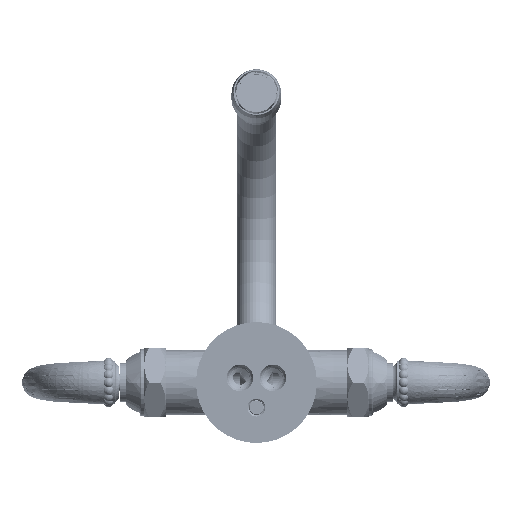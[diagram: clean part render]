
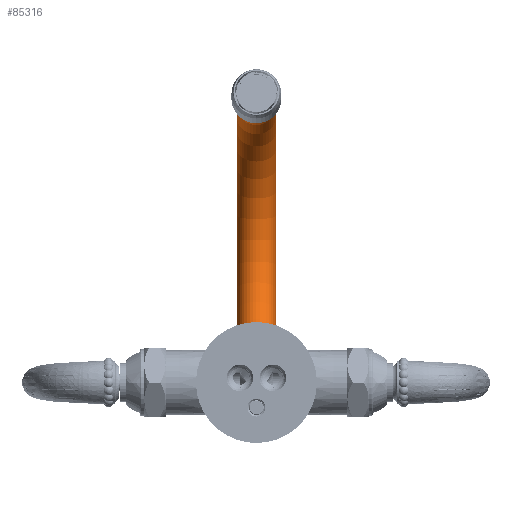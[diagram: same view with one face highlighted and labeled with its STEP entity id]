
A CAD part, front view. The second image highlights one B-rep face of the part: STEP entity #85316.
In plain terms, the highlighted toroidal (fillet/blend) face has major radius 65.608 mm and minor radius 8.966 mm.
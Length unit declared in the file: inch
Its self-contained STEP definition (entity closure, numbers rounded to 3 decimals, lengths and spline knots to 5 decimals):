
#83294=CARTESIAN_POINT('',(0.,7.51253,5.12676));
#83295=DIRECTION('',(0.,-0.985,0.174));
#83296=DIRECTION('',(-1.,0.,0.));
#83297=AXIS2_PLACEMENT_3D('',#83294,#83295,#83296);
#83323=CARTESIAN_POINT('',(0.353,7.064,2.583));
#83324=DIRECTION('',(1.,0.,0.));
#83325=DIRECTION('',(0.,0.,-1.));
#83326=AXIS2_PLACEMENT_3D('',#83323,#83324,#83325);
#83347=CARTESIAN_POINT('',(0.,7.064,0.));
#83348=DIRECTION('',(0.,1.,0.));
#83349=DIRECTION('',(-1.,0.,0.));
#83350=AXIS2_PLACEMENT_3D('',#83347,#83348,#83349);
#83352=CARTESIAN_POINT('',(-0.353,7.064,2.583));
#83353=DIRECTION('',(1.,0.,0.));
#83354=DIRECTION('',(0.,0.,-1.));
#83355=AXIS2_PLACEMENT_3D('',#83352,#83353,#83354);
#83372=CARTESIAN_POINT('',(-0.353,7.064,0.));
#83373=CARTESIAN_POINT('',(0.353,7.064,0.));
#83374=VERTEX_POINT('',#83372);
#83375=VERTEX_POINT('',#83373);
#83380=CARTESIAN_POINT('',(-0.353,7.51253,5.12676));
#83381=CARTESIAN_POINT('',(0.353,7.51253,5.12676));
#83382=VERTEX_POINT('',#83380);
#83383=VERTEX_POINT('',#83381);
#85305=CARTESIAN_POINT('',(0.,7.064,2.583));
#85306=DIRECTION('',(1.,0.,0.));
#85307=DIRECTION('',(0.,0.,1.));
#85308=AXIS2_PLACEMENT_3D('',#85305,#85306,#85307);
#85309=TOROIDAL_SURFACE('',#85308,2.583,0.353);
#85310=ORIENTED_EDGE('',*,*,#83555,.F.);
#85311=ORIENTED_EDGE('',*,*,#85274,.T.);
#85312=ORIENTED_EDGE('',*,*,#85245,.T.);
#85313=ORIENTED_EDGE('',*,*,#85271,.F.);
#85314=EDGE_LOOP('',(#85310,#85311,#85312,#85313));
#85315=FACE_OUTER_BOUND('',#85314,.F.);
#85316=ADVANCED_FACE('',(#85315),#85309,.T.);
#83298=CIRCLE('',#83297,0.353);
#83327=CIRCLE('',#83326,2.583);
#83351=CIRCLE('',#83350,0.353);
#83356=CIRCLE('',#83355,2.583);
#83555=EDGE_CURVE('',#83374,#83375,#83351,.T.);
#85245=EDGE_CURVE('',#83382,#83383,#83298,.T.);
#85271=EDGE_CURVE('',#83375,#83383,#83327,.T.);
#85274=EDGE_CURVE('',#83374,#83382,#83356,.T.);
